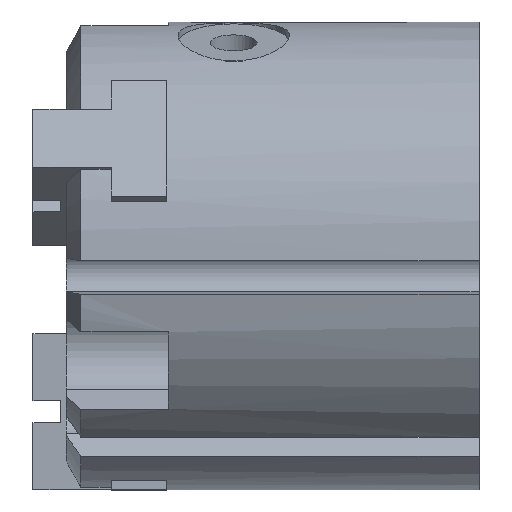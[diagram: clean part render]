
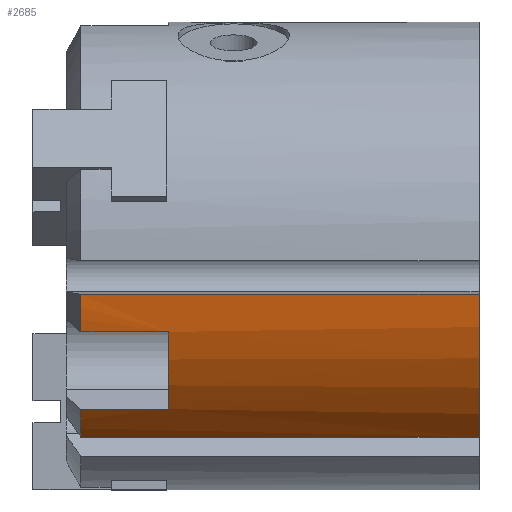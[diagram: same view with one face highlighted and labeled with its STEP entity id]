
A CAD part, top view. The second image highlights one B-rep face of the part: STEP entity #2685.
In plain terms, the highlighted cylindrical face has radius 21 mm (diameter 42 mm), a partial arc.
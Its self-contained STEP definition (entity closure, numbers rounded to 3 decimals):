
#292=FACE_OUTER_BOUND('',#478,.T.);
#478=EDGE_LOOP('',(#2333,#2334,#2335,#2336,#2337,#2338,#2339,#2340));
#733=LINE('',#4555,#970);
#738=LINE('',#4573,#975);
#741=LINE('',#4597,#978);
#743=LINE('',#4602,#980);
#970=VECTOR('',#3645,1000.);
#975=VECTOR('',#3652,1000.);
#978=VECTOR('',#3687,1000.);
#980=VECTOR('',#3693,1000.);
#1105=CIRCLE('',#2943,21.);
#1108=CIRCLE('',#2949,21.);
#1111=CIRCLE('',#2954,21.);
#1112=CIRCLE('',#2959,21.);
#1372=VERTEX_POINT('',#4553);
#1373=VERTEX_POINT('',#4554);
#1376=VERTEX_POINT('',#4565);
#1377=VERTEX_POINT('',#4568);
#1380=VERTEX_POINT('',#4585);
#1381=VERTEX_POINT('',#4590);
#1382=VERTEX_POINT('',#4596);
#1383=VERTEX_POINT('',#4600);
#1709=EDGE_CURVE('',#1372,#1373,#733,.T.);
#1716=EDGE_CURVE('',#1376,#1377,#738,.T.);
#1717=EDGE_CURVE('',#1373,#1376,#1105,.T.);
#1722=EDGE_CURVE('',#1380,#1372,#1108,.T.);
#1725=EDGE_CURVE('',#1377,#1381,#1111,.T.);
#1726=EDGE_CURVE('',#1381,#1382,#741,.T.);
#1728=EDGE_CURVE('',#1382,#1383,#1112,.T.);
#1729=EDGE_CURVE('',#1383,#1380,#743,.T.);
#2333=ORIENTED_EDGE('',*,*,#1717,.T.);
#2334=ORIENTED_EDGE('',*,*,#1716,.T.);
#2335=ORIENTED_EDGE('',*,*,#1725,.T.);
#2336=ORIENTED_EDGE('',*,*,#1726,.T.);
#2337=ORIENTED_EDGE('',*,*,#1728,.T.);
#2338=ORIENTED_EDGE('',*,*,#1729,.T.);
#2339=ORIENTED_EDGE('',*,*,#1722,.T.);
#2340=ORIENTED_EDGE('',*,*,#1709,.T.);
#2552=CYLINDRICAL_SURFACE('',#2958,21.);
#2685=ADVANCED_FACE('',(#292),#2552,.T.);
#2943=AXIS2_PLACEMENT_3D('',#4575,#3655,#3656);
#2949=AXIS2_PLACEMENT_3D('',#4586,#3669,#3670);
#2954=AXIS2_PLACEMENT_3D('',#4592,#3679,#3680);
#2958=AXIS2_PLACEMENT_3D('',#4599,#3689,#3690);
#2959=AXIS2_PLACEMENT_3D('',#4601,#3691,#3692);
#3645=DIRECTION('',(1.,0.,0.));
#3652=DIRECTION('',(-1.,0.,0.));
#3655=DIRECTION('center_axis',(1.,0.,0.));
#3656=DIRECTION('ref_axis',(0.,0.,1.));
#3669=DIRECTION('center_axis',(1.,0.,0.));
#3670=DIRECTION('ref_axis',(0.,0.,1.));
#3679=DIRECTION('center_axis',(1.,0.,0.));
#3680=DIRECTION('ref_axis',(0.,0.,1.));
#3687=DIRECTION('',(1.,0.,0.));
#3689=DIRECTION('center_axis',(-1.,0.,0.));
#3690=DIRECTION('ref_axis',(0.,0.,1.));
#3691=DIRECTION('center_axis',(-1.,0.,0.));
#3692=DIRECTION('ref_axis',(0.,0.,1.));
#3693=DIRECTION('',(-1.,0.,0.));
#4553=CARTESIAN_POINT('',(-20.882,-2.593,19.844));
#4554=CARTESIAN_POINT('',(-13.032,-2.593,19.844));
#4555=CARTESIAN_POINT('',(-22.182,-2.593,19.844));
#4565=CARTESIAN_POINT('',(-13.032,-9.516,15.835));
#4568=CARTESIAN_POINT('',(-20.882,-9.516,15.835));
#4573=CARTESIAN_POINT('',(-22.182,-9.516,15.835));
#4575=CARTESIAN_POINT('Origin',(-13.032,4.277,0.));
#4585=CARTESIAN_POINT('',(-20.882,0.787,20.708));
#4586=CARTESIAN_POINT('Origin',(-20.882,4.277,0.));
#4590=CARTESIAN_POINT('',(-20.882,-12.021,13.243));
#4592=CARTESIAN_POINT('Origin',(-20.882,4.277,0.));
#4596=CARTESIAN_POINT('',(14.818,-12.021,13.243));
#4597=CARTESIAN_POINT('',(-22.182,-12.021,13.243));
#4599=CARTESIAN_POINT('Origin',(-22.182,4.277,0.));
#4600=CARTESIAN_POINT('',(14.818,0.787,20.708));
#4601=CARTESIAN_POINT('Origin',(14.818,4.277,0.));
#4602=CARTESIAN_POINT('',(-86.732,0.787,20.708));
